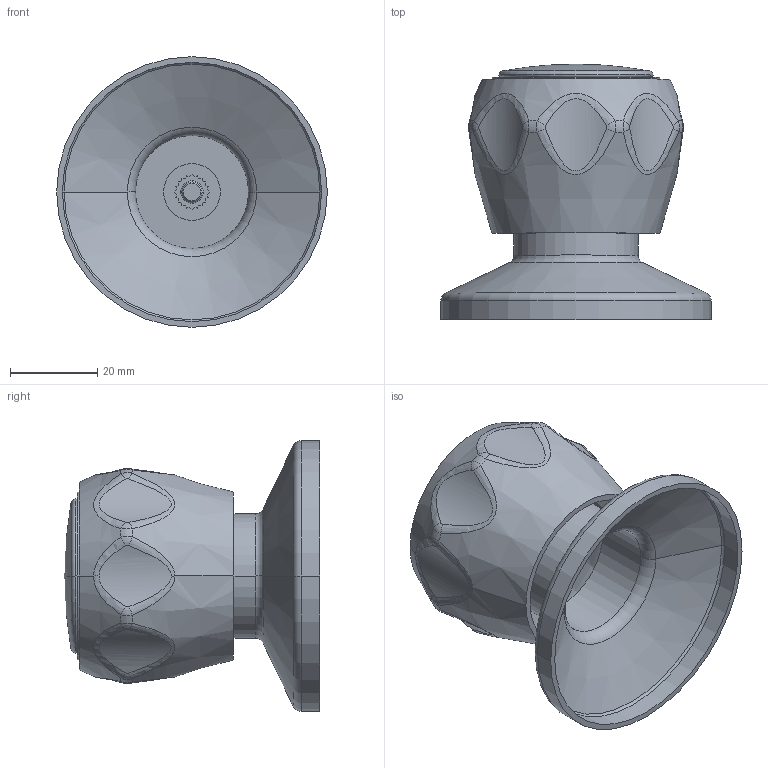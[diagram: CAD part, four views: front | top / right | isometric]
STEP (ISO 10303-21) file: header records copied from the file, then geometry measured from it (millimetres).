
FILE_DESCRIPTION((''),'2;1');
FILE_NAME('DA010CR','2021-11-09T10:19:07',('ut3'),('PAFFONI SpA'),'CREO PARAMETRIC BY PTC INC, 2020044','CREO PARAMETRIC BY PTC INC, 2020044','');
FILE_SCHEMA(('CONFIG_CONTROL_DESIGN','SHAPE_APPEARANCE_LAYERS_GROUPS'));
Length unit declared in the file: millimetre
Products named in the file (1): DA010CR
Bounding box: 62 x 58.5 x 62 mm (x, y, z)
Volume: 31276.1 mm3; surface area: 23896.4 mm2
Topology: 2 solids, 2 shells, 219 faces, 562 edges, 351 vertices
Faces by surface type: plane 81, cylinder 60, bspline 36, torus 24, cone 16, sphere 2
Entity records: 11771 total; most frequent: CARTESIAN_POINT 4988, ORIENTED_EDGE 1120, DIRECTION 1042, EDGE_CURVE 560, AXIS2_PLACEMENT_3D 387, VERTEX_POINT 351, VECTOR 268, LINE 268
